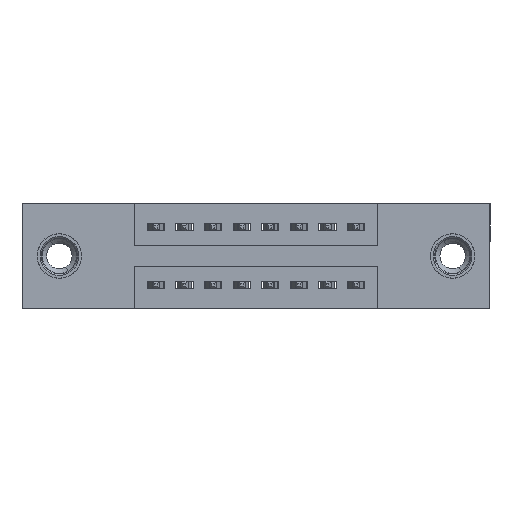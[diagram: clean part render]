
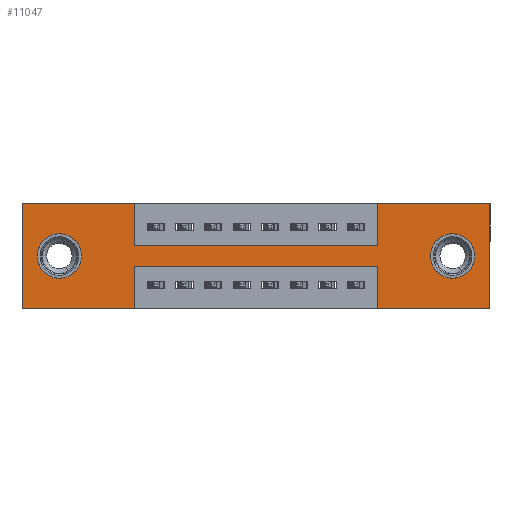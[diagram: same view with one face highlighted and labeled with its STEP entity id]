
A CAD part, front view. The second image highlights one B-rep face of the part: STEP entity #11047.
In plain terms, the highlighted planar face has unit normal (0, -1, 0).
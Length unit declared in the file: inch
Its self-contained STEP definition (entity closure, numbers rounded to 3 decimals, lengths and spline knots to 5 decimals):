
#11 = DIRECTION ( 'NONE',  ( 0., 1., 0. ) ) ;
#174 = CARTESIAN_POINT ( 'NONE',  ( 0., 0., 0. ) ) ;
#179 = DIRECTION ( 'NONE',  ( -1., 0., 0. ) ) ;
#295 = DIRECTION ( 'NONE',  ( 0., 0., 1. ) ) ;
#373 = PLANE ( 'NONE',  #424 ) ;
#424 = AXIS2_PLACEMENT_3D ( 'NONE', #14932, #472, #4146 ) ;
#439 = LINE ( 'NONE', #9542, #610 ) ;
#472 = DIRECTION ( 'NONE',  ( 0., -1., 0. ) ) ;
#592 = VERTEX_POINT ( 'NONE', #2762 ) ;
#610 = VECTOR ( 'NONE', #8114, 39.37008 ) ;
#754 = ORIENTED_EDGE ( 'NONE', *, *, #4435, .F. ) ;
#846 = EDGE_CURVE ( 'NONE', #10908, #9096, #439, .T. ) ;
#989 = EDGE_CURVE ( 'NONE', #5978, #14963, #12133, .T. ) ;
#1011 = EDGE_CURVE ( 'NONE', #2792, #9673, #10202, .T. ) ;
#1024 = AXIS2_PLACEMENT_3D ( 'NONE', #9071, #10172, #13910 ) ;
#1073 = DIRECTION ( 'NONE',  ( 1., 0., 0. ) ) ;
#1103 = ORIENTED_EDGE ( 'NONE', *, *, #1707, .F. ) ;
#1275 = EDGE_CURVE ( 'NONE', #9353, #3106, #4206, .T. ) ;
#1296 = CARTESIAN_POINT ( 'NONE',  ( 1.505, 0., -0.185 ) ) ;
#1297 = VECTOR ( 'NONE', #8115, 39.37008 ) ;
#1475 = LINE ( 'NONE', #2021, #1297 ) ;
#1631 = ORIENTED_EDGE ( 'NONE', *, *, #5052, .F. ) ;
#1680 = CARTESIAN_POINT ( 'NONE',  ( 1.635, 0., -0.37 ) ) ;
#1707 = EDGE_CURVE ( 'NONE', #9185, #2792, #5692, .T. ) ;
#2021 = CARTESIAN_POINT ( 'NONE',  ( 1.635, 0., 0. ) ) ;
#2131 = CARTESIAN_POINT ( 'NONE',  ( 0.3925, 0., 0. ) ) ;
#2342 = LINE ( 'NONE', #7033, #10808 ) ;
#2363 = DIRECTION ( 'NONE',  ( 1., 0., 0. ) ) ;
#2762 = CARTESIAN_POINT ( 'NONE',  ( 0.3925, 0., 0. ) ) ;
#2777 = VECTOR ( 'NONE', #14335, 39.37008 ) ;
#2792 = VERTEX_POINT ( 'NONE', #6893 ) ;
#2972 = VERTEX_POINT ( 'NONE', #13367 ) ;
#2986 = DIRECTION ( 'NONE',  ( -1., 0., 0. ) ) ;
#3005 = CARTESIAN_POINT ( 'NONE',  ( 0.3925, 0., -0.37 ) ) ;
#3106 = VERTEX_POINT ( 'NONE', #14129 ) ;
#3629 = VECTOR ( 'NONE', #179, 39.37008 ) ;
#3787 = ORIENTED_EDGE ( 'NONE', *, *, #1011, .F. ) ;
#4038 = EDGE_CURVE ( 'NONE', #592, #10908, #10320, .T. ) ;
#4064 = ORIENTED_EDGE ( 'NONE', *, *, #9925, .T. ) ;
#4066 = EDGE_CURVE ( 'NONE', #13889, #2972, #13583, .T. ) ;
#4122 = DIRECTION ( 'NONE',  ( 0., 0., -1. ) ) ;
#4146 = DIRECTION ( 'NONE',  ( 0., 0., -1. ) ) ;
#4206 = LINE ( 'NONE', #7677, #13489 ) ;
#4360 = VECTOR ( 'NONE', #5098, 39.37008 ) ;
#4435 = EDGE_CURVE ( 'NONE', #13402, #5737, #1475, .T. ) ;
#4468 = FACE_BOUND ( 'NONE', #14079, .T. ) ;
#4810 = DIRECTION ( 'NONE',  ( 0., 0., 1. ) ) ;
#4811 = EDGE_CURVE ( 'NONE', #9673, #9353, #8788, .T. ) ;
#4904 = CARTESIAN_POINT ( 'NONE',  ( 0.3925, 0., -0.15 ) ) ;
#5052 = EDGE_CURVE ( 'NONE', #5737, #9185, #9555, .T. ) ;
#5098 = DIRECTION ( 'NONE',  ( 0., 0., 1. ) ) ;
#5262 = ORIENTED_EDGE ( 'NONE', *, *, #8681, .F. ) ;
#5284 = CARTESIAN_POINT ( 'NONE',  ( 0., 0., 0. ) ) ;
#5538 = EDGE_CURVE ( 'NONE', #6104, #13402, #9134, .T. ) ;
#5692 = LINE ( 'NONE', #13409, #12319 ) ;
#5737 = VERTEX_POINT ( 'NONE', #1680 ) ;
#5896 = DIRECTION ( 'NONE',  ( 0., 0., 1. ) ) ;
#5949 = CARTESIAN_POINT ( 'NONE',  ( 0.13, 0., -0.185 ) ) ;
#5961 = DIRECTION ( 'NONE',  ( 0., 0., -1. ) ) ;
#5978 = VERTEX_POINT ( 'NONE', #6133 ) ;
#6008 = DIRECTION ( 'NONE',  ( 0., 1., 0. ) ) ;
#6042 = ORIENTED_EDGE ( 'NONE', *, *, #8990, .T. ) ;
#6104 = VERTEX_POINT ( 'NONE', #8688 ) ;
#6113 = AXIS2_PLACEMENT_3D ( 'NONE', #8381, #6008, #4810 ) ;
#6133 = CARTESIAN_POINT ( 'NONE',  ( 1.505, 0., -0.107 ) ) ;
#6246 = ORIENTED_EDGE ( 'NONE', *, *, #1275, .F. ) ;
#6341 = VECTOR ( 'NONE', #4122, 39.37008 ) ;
#6459 = AXIS2_PLACEMENT_3D ( 'NONE', #1296, #12251, #13379 ) ;
#6762 = ORIENTED_EDGE ( 'NONE', *, *, #4038, .F. ) ;
#6893 = CARTESIAN_POINT ( 'NONE',  ( 1.2425, 0., -0.22 ) ) ;
#6996 = CARTESIAN_POINT ( 'NONE',  ( 0.3925, 0., -0.22 ) ) ;
#7033 = CARTESIAN_POINT ( 'NONE',  ( 0., 0., 0. ) ) ;
#7153 = ORIENTED_EDGE ( 'NONE', *, *, #4811, .F. ) ;
#7484 = CARTESIAN_POINT ( 'NONE',  ( 1.2425, 0., -0.37 ) ) ;
#7601 = CARTESIAN_POINT ( 'NONE',  ( 1.505, 0., -0.263 ) ) ;
#7677 = CARTESIAN_POINT ( 'NONE',  ( 0., 0., -0.37 ) ) ;
#8008 = EDGE_LOOP ( 'NONE', ( #7153, #3787, #1103, #1631, #754, #12391, #5262, #11882, #6762, #13903, #8123, #6246 ) ) ;
#8029 = FACE_OUTER_BOUND ( 'NONE', #8008, .T. ) ;
#8114 = DIRECTION ( 'NONE',  ( 1., 0., 0. ) ) ;
#8115 = DIRECTION ( 'NONE',  ( 0., 0., -1. ) ) ;
#8123 = ORIENTED_EDGE ( 'NONE', *, *, #10439, .F. ) ;
#8317 = CARTESIAN_POINT ( 'NONE',  ( 1.2425, 0., -0.15 ) ) ;
#8381 = CARTESIAN_POINT ( 'NONE',  ( 0.13, 0., -0.185 ) ) ;
#8417 = FACE_BOUND ( 'NONE', #13163, .T. ) ;
#8448 = VECTOR ( 'NONE', #5961, 39.37008 ) ;
#8588 = DIRECTION ( 'NONE',  ( 0., 0., 1. ) ) ;
#8681 = EDGE_CURVE ( 'NONE', #9096, #6104, #10756, .T. ) ;
#8688 = CARTESIAN_POINT ( 'NONE',  ( 1.2425, 0., 0. ) ) ;
#8788 = LINE ( 'NONE', #3005, #6341 ) ;
#8990 = EDGE_CURVE ( 'NONE', #2972, #13889, #11139, .T. ) ;
#9071 = CARTESIAN_POINT ( 'NONE',  ( 1.505, 0., -0.185 ) ) ;
#9096 = VERTEX_POINT ( 'NONE', #8317 ) ;
#9134 = LINE ( 'NONE', #12117, #11597 ) ;
#9185 = VERTEX_POINT ( 'NONE', #7484 ) ;
#9251 = VERTEX_POINT ( 'NONE', #174 ) ;
#9255 = AXIS2_PLACEMENT_3D ( 'NONE', #5949, #11, #5896 ) ;
#9353 = VERTEX_POINT ( 'NONE', #14894 ) ;
#9542 = CARTESIAN_POINT ( 'NONE',  ( 0.3925, 0., -0.15 ) ) ;
#9555 = LINE ( 'NONE', #10593, #2777 ) ;
#9673 = VERTEX_POINT ( 'NONE', #14307 ) ;
#9925 = EDGE_CURVE ( 'NONE', #14963, #5978, #10002, .T. ) ;
#10002 = CIRCLE ( 'NONE', #1024, 0.078 ) ;
#10172 = DIRECTION ( 'NONE',  ( 0., 1., 0. ) ) ;
#10202 = LINE ( 'NONE', #6996, #3629 ) ;
#10320 = LINE ( 'NONE', #2131, #8448 ) ;
#10352 = CARTESIAN_POINT ( 'NONE',  ( 1.2425, 0., 0. ) ) ;
#10439 = EDGE_CURVE ( 'NONE', #3106, #9251, #15646, .T. ) ;
#10544 = CARTESIAN_POINT ( 'NONE',  ( 0.13, 0., -0.263 ) ) ;
#10593 = CARTESIAN_POINT ( 'NONE',  ( 0., 0., -0.37 ) ) ;
#10756 = LINE ( 'NONE', #10352, #4360 ) ;
#10808 = VECTOR ( 'NONE', #1073, 39.37008 ) ;
#10908 = VERTEX_POINT ( 'NONE', #4904 ) ;
#10924 = ORIENTED_EDGE ( 'NONE', *, *, #4066, .T. ) ;
#11047 = ADVANCED_FACE ( 'NONE', ( #4468, #8417, #8029 ), #373, .T. ) ;
#11139 = CIRCLE ( 'NONE', #9255, 0.078 ) ;
#11597 = VECTOR ( 'NONE', #2363, 39.37008 ) ;
#11882 = ORIENTED_EDGE ( 'NONE', *, *, #846, .F. ) ;
#12010 = CARTESIAN_POINT ( 'NONE',  ( 1.635, 0., 0. ) ) ;
#12096 = ORIENTED_EDGE ( 'NONE', *, *, #989, .T. ) ;
#12117 = CARTESIAN_POINT ( 'NONE',  ( 0., 0., 0. ) ) ;
#12133 = CIRCLE ( 'NONE', #6459, 0.078 ) ;
#12251 = DIRECTION ( 'NONE',  ( 0., 1., 0. ) ) ;
#12319 = VECTOR ( 'NONE', #8588, 39.37008 ) ;
#12391 = ORIENTED_EDGE ( 'NONE', *, *, #5538, .F. ) ;
#12423 = VECTOR ( 'NONE', #295, 39.37008 ) ;
#12822 = EDGE_CURVE ( 'NONE', #9251, #592, #2342, .T. ) ;
#13163 = EDGE_LOOP ( 'NONE', ( #6042, #10924 ) ) ;
#13367 = CARTESIAN_POINT ( 'NONE',  ( 0.13, 0., -0.107 ) ) ;
#13379 = DIRECTION ( 'NONE',  ( 0., 0., -1. ) ) ;
#13402 = VERTEX_POINT ( 'NONE', #12010 ) ;
#13409 = CARTESIAN_POINT ( 'NONE',  ( 1.2425, 0., -0.37 ) ) ;
#13489 = VECTOR ( 'NONE', #2986, 39.37008 ) ;
#13583 = CIRCLE ( 'NONE', #6113, 0.078 ) ;
#13889 = VERTEX_POINT ( 'NONE', #10544 ) ;
#13903 = ORIENTED_EDGE ( 'NONE', *, *, #12822, .F. ) ;
#13910 = DIRECTION ( 'NONE',  ( 0., 0., -1. ) ) ;
#14079 = EDGE_LOOP ( 'NONE', ( #12096, #4064 ) ) ;
#14129 = CARTESIAN_POINT ( 'NONE',  ( 0., 0., -0.37 ) ) ;
#14307 = CARTESIAN_POINT ( 'NONE',  ( 0.3925, 0., -0.22 ) ) ;
#14335 = DIRECTION ( 'NONE',  ( -1., 0., 0. ) ) ;
#14894 = CARTESIAN_POINT ( 'NONE',  ( 0.3925, 0., -0.37 ) ) ;
#14932 = CARTESIAN_POINT ( 'NONE',  ( 0., 0., -0.37 ) ) ;
#14963 = VERTEX_POINT ( 'NONE', #7601 ) ;
#15646 = LINE ( 'NONE', #5284, #12423 ) ;
